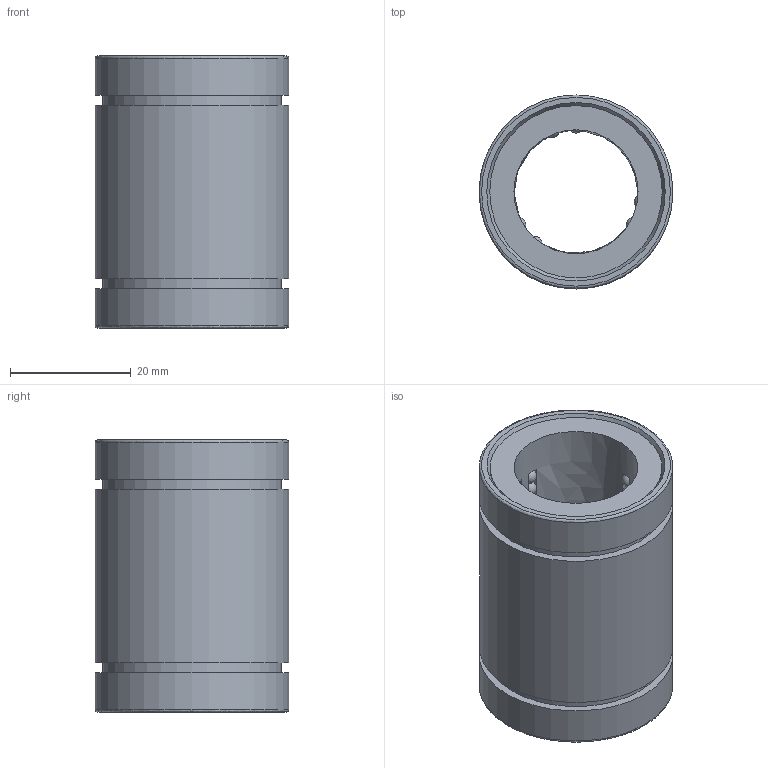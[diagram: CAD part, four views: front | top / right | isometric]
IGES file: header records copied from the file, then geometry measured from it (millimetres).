
Global section: file name: 850001.stp.ipt; native system: Autodesk Inventor 2014; preprocessor: unknown; author: zeman; date: 20151016.102127; units: millimetre
Bounding box: 32 x 32 x 45 mm (x, y, z)
Volume: 20397.7 mm3; surface area: 18929 mm2
Topology: 80 solids, 80 shells, 116 faces, 302 edges, 200 vertices
Faces by surface type: sphere 78, plane 20, revolution 12, cylinder 6
Full cylindrical faces by diameter (mm): 28.5 x1, 29.5 x2, 32 x3
